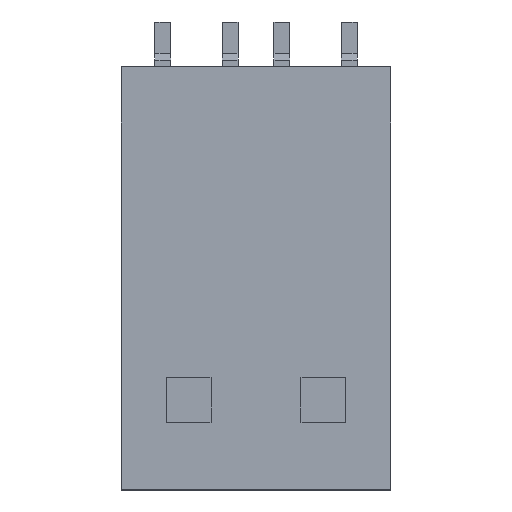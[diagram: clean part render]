
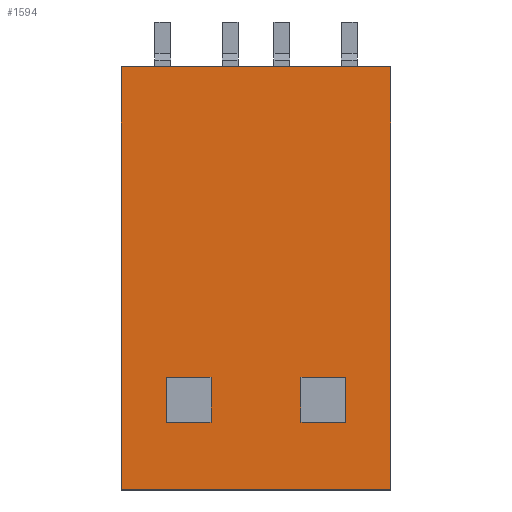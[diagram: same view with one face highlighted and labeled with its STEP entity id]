
A CAD part, top view. The second image highlights one B-rep face of the part: STEP entity #1594.
In plain terms, the highlighted planar face has unit normal (0, 0, 1).
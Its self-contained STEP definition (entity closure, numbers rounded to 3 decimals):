
#30=FACE_BOUND('',#163,.T.);
#31=FACE_BOUND('',#164,.T.);
#70=FACE_OUTER_BOUND('',#162,.T.);
#162=EDGE_LOOP('',(#1219,#1220,#1221,#1222));
#163=EDGE_LOOP('',(#1223,#1224,#1225,#1226));
#164=EDGE_LOOP('',(#1227,#1228,#1229,#1230));
#222=LINE('',#2182,#440);
#238=LINE('',#2219,#456);
#286=LINE('',#2319,#504);
#289=LINE('',#2325,#507);
#292=LINE('',#2331,#510);
#295=LINE('',#2335,#513);
#298=LINE('',#2343,#516);
#301=LINE('',#2349,#519);
#304=LINE('',#2355,#522);
#307=LINE('',#2359,#525);
#313=LINE('',#2370,#531);
#314=LINE('',#2372,#532);
#440=VECTOR('',#1771,10.);
#456=VECTOR('',#1797,10.);
#504=VECTOR('',#1885,10.);
#507=VECTOR('',#1890,10.);
#510=VECTOR('',#1895,10.);
#513=VECTOR('',#1900,10.);
#516=VECTOR('',#1905,10.);
#519=VECTOR('',#1910,10.);
#522=VECTOR('',#1915,10.);
#525=VECTOR('',#1920,10.);
#531=VECTOR('',#1936,10.);
#532=VECTOR('',#1939,10.);
#663=VERTEX_POINT('',#2179);
#664=VERTEX_POINT('',#2181);
#679=VERTEX_POINT('',#2216);
#680=VERTEX_POINT('',#2218);
#711=VERTEX_POINT('',#2316);
#712=VERTEX_POINT('',#2318);
#714=VERTEX_POINT('',#2324);
#716=VERTEX_POINT('',#2330);
#719=VERTEX_POINT('',#2340);
#720=VERTEX_POINT('',#2342);
#722=VERTEX_POINT('',#2348);
#724=VERTEX_POINT('',#2354);
#811=EDGE_CURVE('',#664,#663,#222,.T.);
#829=EDGE_CURVE('',#680,#679,#238,.T.);
#878=EDGE_CURVE('',#712,#711,#286,.T.);
#881=EDGE_CURVE('',#714,#712,#289,.T.);
#884=EDGE_CURVE('',#716,#714,#292,.T.);
#887=EDGE_CURVE('',#711,#716,#295,.T.);
#890=EDGE_CURVE('',#720,#719,#298,.T.);
#893=EDGE_CURVE('',#722,#720,#301,.T.);
#896=EDGE_CURVE('',#724,#722,#304,.T.);
#899=EDGE_CURVE('',#719,#724,#307,.T.);
#905=EDGE_CURVE('',#663,#680,#313,.T.);
#906=EDGE_CURVE('',#679,#664,#314,.T.);
#1219=ORIENTED_EDGE('',*,*,#906,.T.);
#1220=ORIENTED_EDGE('',*,*,#811,.T.);
#1221=ORIENTED_EDGE('',*,*,#905,.T.);
#1222=ORIENTED_EDGE('',*,*,#829,.T.);
#1223=ORIENTED_EDGE('',*,*,#884,.T.);
#1224=ORIENTED_EDGE('',*,*,#881,.T.);
#1225=ORIENTED_EDGE('',*,*,#878,.T.);
#1226=ORIENTED_EDGE('',*,*,#887,.T.);
#1227=ORIENTED_EDGE('',*,*,#896,.T.);
#1228=ORIENTED_EDGE('',*,*,#893,.T.);
#1229=ORIENTED_EDGE('',*,*,#890,.T.);
#1230=ORIENTED_EDGE('',*,*,#899,.T.);
#1505=PLANE('',#1707);
#1594=ADVANCED_FACE('',(#70,#30,#31),#1505,.T.);
#1707=AXIS2_PLACEMENT_3D('',#2373,#1940,#1941);
#1771=DIRECTION('',(0.,-1.,0.));
#1797=DIRECTION('',(0.,1.,0.));
#1885=DIRECTION('',(0.,-1.,0.));
#1890=DIRECTION('',(1.,0.,0.));
#1895=DIRECTION('',(0.,1.,0.));
#1900=DIRECTION('',(-1.,0.,0.));
#1905=DIRECTION('',(0.,-1.,0.));
#1910=DIRECTION('',(1.,0.,0.));
#1915=DIRECTION('',(0.,1.,0.));
#1920=DIRECTION('',(-1.,0.,0.));
#1936=DIRECTION('',(1.,0.,0.));
#1939=DIRECTION('',(-1.,0.,0.));
#1940=DIRECTION('center_axis',(0.,0.,1.));
#1941=DIRECTION('ref_axis',(1.,0.,0.));
#2179=CARTESIAN_POINT('',(-6.,-9.4,4.5));
#2181=CARTESIAN_POINT('',(-6.,9.4,4.5));
#2182=CARTESIAN_POINT('',(-6.,-9.4,4.5));
#2216=CARTESIAN_POINT('',(6.,9.4,4.5));
#2218=CARTESIAN_POINT('',(6.,-9.4,4.5));
#2219=CARTESIAN_POINT('',(6.,9.4,4.5));
#2316=CARTESIAN_POINT('',(4.,-6.4,4.5));
#2318=CARTESIAN_POINT('',(4.,-4.4,4.5));
#2319=CARTESIAN_POINT('',(4.,-2.2,4.5));
#2324=CARTESIAN_POINT('',(2.,-4.4,4.5));
#2325=CARTESIAN_POINT('',(1.,-4.4,4.5));
#2330=CARTESIAN_POINT('',(2.,-6.4,4.5));
#2331=CARTESIAN_POINT('',(2.,-3.2,4.5));
#2335=CARTESIAN_POINT('',(2.,-6.4,4.5));
#2340=CARTESIAN_POINT('',(-2.,-6.4,4.5));
#2342=CARTESIAN_POINT('',(-2.,-4.4,4.5));
#2343=CARTESIAN_POINT('',(-2.,-2.2,4.5));
#2348=CARTESIAN_POINT('',(-4.,-4.4,4.5));
#2349=CARTESIAN_POINT('',(-2.,-4.4,4.5));
#2354=CARTESIAN_POINT('',(-4.,-6.4,4.5));
#2355=CARTESIAN_POINT('',(-4.,-3.2,4.5));
#2359=CARTESIAN_POINT('',(-1.,-6.4,4.5));
#2370=CARTESIAN_POINT('',(6.,-9.4,4.5));
#2372=CARTESIAN_POINT('',(-6.,9.4,4.5));
#2373=CARTESIAN_POINT('Origin',(0.,0.,4.5));
